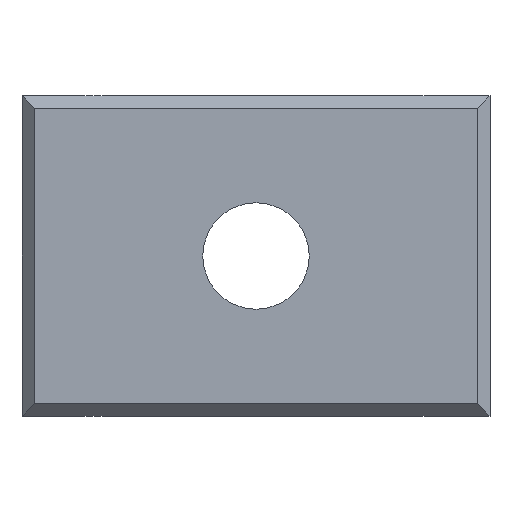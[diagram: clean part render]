
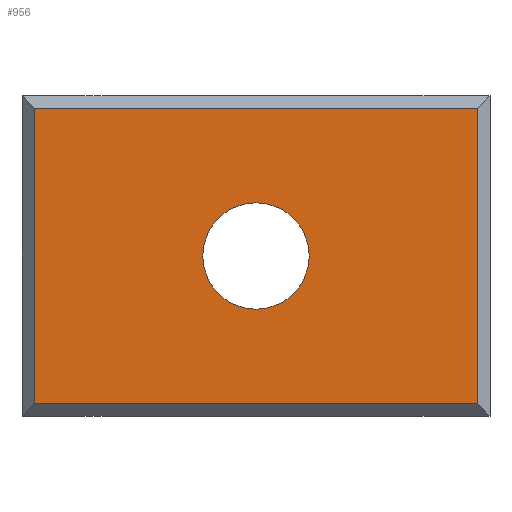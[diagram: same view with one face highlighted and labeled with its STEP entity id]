
A CAD part, front view. The second image highlights one B-rep face of the part: STEP entity #956.
In plain terms, the highlighted planar face has unit normal (0, -1, 0).
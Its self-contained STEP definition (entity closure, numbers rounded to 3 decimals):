
#7 = DIRECTION ( 'NONE',  ( 0., 1., 0. ) ) ;
#23 = VERTEX_POINT ( 'NONE', #194 ) ;
#25 = CARTESIAN_POINT ( 'NONE',  ( -9.5, 0., 6. ) ) ;
#36 = VECTOR ( 'NONE', #1161, 1000. ) ;
#39 = CARTESIAN_POINT ( 'NONE',  ( 9., 0., 6. ) ) ;
#56 = LINE ( 'NONE', #516, #401 ) ;
#141 = CARTESIAN_POINT ( 'NONE',  ( 0., 0., 2.159 ) ) ;
#149 = VERTEX_POINT ( 'NONE', #1181 ) ;
#154 = CIRCLE ( 'NONE', #560, 2.159 ) ;
#156 = DIRECTION ( 'NONE',  ( 0., 0., 1. ) ) ;
#166 = EDGE_CURVE ( 'NONE', #149, #573, #154, .T. ) ;
#186 = CARTESIAN_POINT ( 'NONE',  ( -9., 0., -6.5 ) ) ;
#194 = CARTESIAN_POINT ( 'NONE',  ( -9., 0., -6. ) ) ;
#224 = ORIENTED_EDGE ( 'NONE', *, *, #622, .T. ) ;
#247 = VERTEX_POINT ( 'NONE', #1231 ) ;
#263 = ORIENTED_EDGE ( 'NONE', *, *, #1178, .T. ) ;
#306 = EDGE_CURVE ( 'NONE', #23, #534, #740, .T. ) ;
#401 = VECTOR ( 'NONE', #703, 1000. ) ;
#437 = DIRECTION ( 'NONE',  ( 1., 0., 0. ) ) ;
#482 = CARTESIAN_POINT ( 'NONE',  ( 9., 0., -6. ) ) ;
#483 = AXIS2_PLACEMENT_3D ( 'NONE', #621, #925, #1006 ) ;
#484 = EDGE_CURVE ( 'NONE', #573, #149, #969, .T. ) ;
#491 = EDGE_CURVE ( 'NONE', #608, #247, #1148, .T. ) ;
#516 = CARTESIAN_POINT ( 'NONE',  ( 9., 0., 6.5 ) ) ;
#534 = VERTEX_POINT ( 'NONE', #482 ) ;
#560 = AXIS2_PLACEMENT_3D ( 'NONE', #1004, #908, #156 ) ;
#562 = AXIS2_PLACEMENT_3D ( 'NONE', #860, #7, #953 ) ;
#573 = VERTEX_POINT ( 'NONE', #141 ) ;
#608 = VERTEX_POINT ( 'NONE', #39 ) ;
#621 = CARTESIAN_POINT ( 'NONE',  ( 0., 0., 0. ) ) ;
#622 = EDGE_CURVE ( 'NONE', #534, #608, #56, .T. ) ;
#655 = VECTOR ( 'NONE', #676, 1000. ) ;
#676 = DIRECTION ( 'NONE',  ( 0., 0., -1. ) ) ;
#686 = VECTOR ( 'NONE', #437, 1000. ) ;
#703 = DIRECTION ( 'NONE',  ( 0., 0., 1. ) ) ;
#738 = ORIENTED_EDGE ( 'NONE', *, *, #306, .T. ) ;
#740 = LINE ( 'NONE', #1127, #686 ) ;
#748 = ORIENTED_EDGE ( 'NONE', *, *, #491, .T. ) ;
#825 = FACE_BOUND ( 'NONE', #884, .T. ) ;
#838 = ORIENTED_EDGE ( 'NONE', *, *, #484, .T. ) ;
#860 = CARTESIAN_POINT ( 'NONE',  ( 0., 0., 0. ) ) ;
#884 = EDGE_LOOP ( 'NONE', ( #924, #838 ) ) ;
#908 = DIRECTION ( 'NONE',  ( 0., 1., 0. ) ) ;
#924 = ORIENTED_EDGE ( 'NONE', *, *, #166, .T. ) ;
#925 = DIRECTION ( 'NONE',  ( 0., -1., 0. ) ) ;
#953 = DIRECTION ( 'NONE',  ( 0., 0., 1. ) ) ;
#956 = ADVANCED_FACE ( 'NONE', ( #1083, #825 ), #1105, .T. ) ;
#969 = CIRCLE ( 'NONE', #562, 2.159 ) ;
#1004 = CARTESIAN_POINT ( 'NONE',  ( 0., 0., 0. ) ) ;
#1006 = DIRECTION ( 'NONE',  ( 0., 0., -1. ) ) ;
#1024 = EDGE_LOOP ( 'NONE', ( #738, #224, #748, #263 ) ) ;
#1057 = LINE ( 'NONE', #186, #655 ) ;
#1083 = FACE_OUTER_BOUND ( 'NONE', #1024, .T. ) ;
#1105 = PLANE ( 'NONE',  #483 ) ;
#1127 = CARTESIAN_POINT ( 'NONE',  ( 9.5, 0., -6. ) ) ;
#1148 = LINE ( 'NONE', #25, #36 ) ;
#1161 = DIRECTION ( 'NONE',  ( -1., 0., 0. ) ) ;
#1178 = EDGE_CURVE ( 'NONE', #247, #23, #1057, .T. ) ;
#1181 = CARTESIAN_POINT ( 'NONE',  ( 0., 0., -2.159 ) ) ;
#1231 = CARTESIAN_POINT ( 'NONE',  ( -9., 0., 6. ) ) ;
